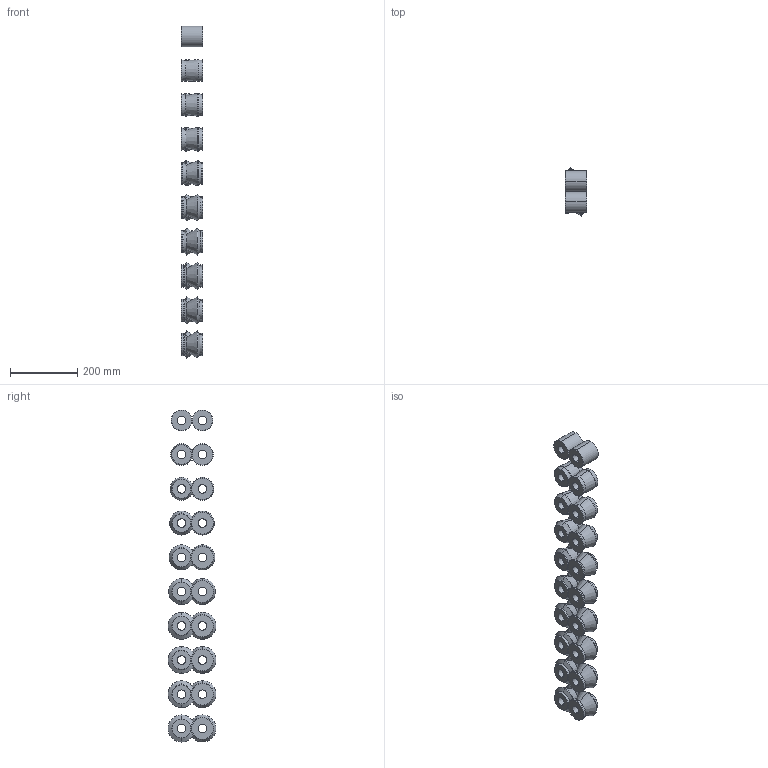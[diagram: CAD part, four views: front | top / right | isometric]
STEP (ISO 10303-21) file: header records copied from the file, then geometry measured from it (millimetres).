
FILE_DESCRIPTION (( 'STEP AP214' ), '1' );
FILE_NAME ('30GAz.STEP', '2023-03-21T19:51:49', ( '' ), ( '' ), 'SwSTEP 2.0', 'SolidWorks 2019', '' );
FILE_SCHEMA (( 'AUTOMOTIVE_DESIGN' ));
Length unit declared in the file: inch
Products named in the file (1): 30GAz
Bounding box: 63.5 x 142.11 x 985.3 mm (x, y, z)
Volume: 3190167.7 mm3; surface area: 482245.8 mm2
Topology: 20 solids, 20 shells, 380 faces, 760 edges, 420 vertices
Faces by surface type: torus 140, cone 108, cylinder 92, plane 40
Entity records: 10173 total; most frequent: DIRECTION 2082, CARTESIAN_POINT 1561, ORIENTED_EDGE 1520, AXIS2_PLACEMENT_3D 941, EDGE_CURVE 760, CIRCLE 560, EDGE_LOOP 420, VERTEX_POINT 420
